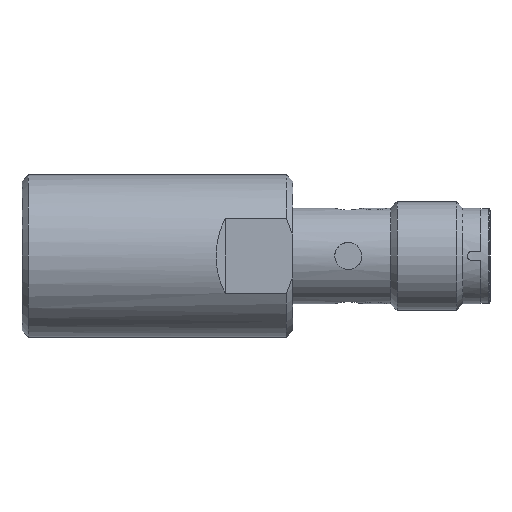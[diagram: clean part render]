
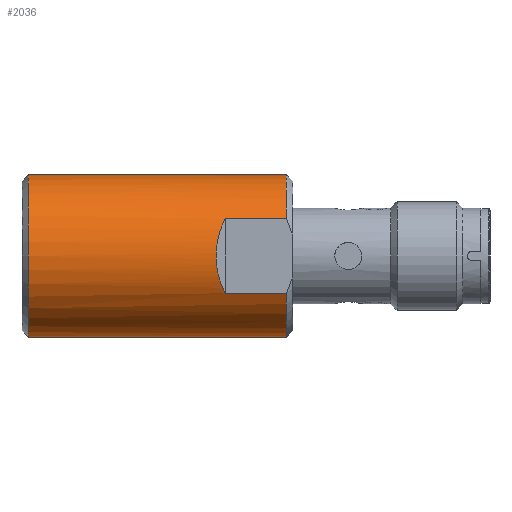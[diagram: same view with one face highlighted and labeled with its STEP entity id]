
A CAD part, front view. The second image highlights one B-rep face of the part: STEP entity #2036.
In plain terms, the highlighted cylindrical face has radius 9 mm (diameter 18 mm), a partial arc.
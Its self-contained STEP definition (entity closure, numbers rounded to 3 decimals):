
#187=CARTESIAN_POINT('',(-29.3,0.,0.));
#188=DIRECTION('',(-1.,0.,0.));
#189=DIRECTION('',(0.,0.,-1.));
#190=AXIS2_PLACEMENT_3D('',#187,#188,#189);
#975=CARTESIAN_POINT('',(-0.7,-8.,-4.123));
#982=DIRECTION('',(1.,0.,0.));
#983=VECTOR('',#982,6.8);
#984=CARTESIAN_POINT('',(-7.5,-8.,4.123));
#985=LINE('',#984,#983);
#986=CARTESIAN_POINT('',(-7.5,-8.,4.123));
#987=CARTESIAN_POINT('',(-7.854,-8.354,3.436));
#988=CARTESIAN_POINT('',(-8.344,-8.844,2.062));
#989=CARTESIAN_POINT('',(-8.578,-9.078,0.));
#990=CARTESIAN_POINT('',(-8.344,-8.844,
-2.062));
#991=CARTESIAN_POINT('',(-7.854,-8.354,
-3.436));
#992=CARTESIAN_POINT('',(-7.5,-8.,-4.123));
#994=DIRECTION('',(1.,0.,0.));
#995=VECTOR('',#994,6.8);
#996=CARTESIAN_POINT('',(-7.5,-8.,-4.123));
#997=LINE('',#996,#995);
#998=CARTESIAN_POINT('',(-0.7,0.,0.));
#999=DIRECTION('',(1.,0.,0.));
#1000=DIRECTION('',(0.,-0.889,-0.458));
#1001=AXIS2_PLACEMENT_3D('',#998,#999,#1000);
#1003=DIRECTION('',(1.,0.,0.));
#1004=VECTOR('',#1003,28.6);
#1005=CARTESIAN_POINT('',(-29.3,0.,-9.));
#1006=LINE('',#1005,#1004);
#1007=DIRECTION('',(1.,0.,0.));
#1008=VECTOR('',#1007,28.6);
#1009=CARTESIAN_POINT('',(-29.3,0.,9.));
#1010=LINE('',#1009,#1008);
#1027=CARTESIAN_POINT('',(-0.7,-8.,4.123));
#1029=CARTESIAN_POINT('',(-0.7,0.,0.));
#1030=DIRECTION('',(1.,0.,0.));
#1031=DIRECTION('',(0.,0.,1.));
#1032=AXIS2_PLACEMENT_3D('',#1029,#1030,#1031);
#1043=CARTESIAN_POINT('',(-29.3,0.,9.));
#1044=CARTESIAN_POINT('',(-0.7,0.,9.));
#1045=VERTEX_POINT('',#1043);
#1046=VERTEX_POINT('',#1044);
#1047=CARTESIAN_POINT('',(-29.3,0.,-9.));
#1048=CARTESIAN_POINT('',(-0.7,0.,-9.));
#1049=VERTEX_POINT('',#1047);
#1050=VERTEX_POINT('',#1048);
#1171=VERTEX_POINT('',#975);
#1172=VERTEX_POINT('',#1027);
#1175=CARTESIAN_POINT('',(-7.5,-8.,4.123));
#1176=VERTEX_POINT('',#1175);
#1177=CARTESIAN_POINT('',(-7.5,-8.,-4.123));
#1178=VERTEX_POINT('',#1177);
#2017=CARTESIAN_POINT('',(-15.,0.,0.));
#2018=DIRECTION('',(1.,0.,0.));
#2019=DIRECTION('',(0.,0.,-1.));
#2020=AXIS2_PLACEMENT_3D('',#2017,#2018,#2019);
#2021=CYLINDRICAL_SURFACE('',#2020,9.);
#2023=ORIENTED_EDGE('',*,*,#2022,.F.);
#2025=ORIENTED_EDGE('',*,*,#2024,.T.);
#2027=ORIENTED_EDGE('',*,*,#2026,.T.);
#2028=ORIENTED_EDGE('',*,*,#2009,.T.);
#2029=ORIENTED_EDGE('',*,*,#1444,.F.);
#2030=ORIENTED_EDGE('',*,*,#1410,.T.);
#2031=ORIENTED_EDGE('',*,*,#1441,.T.);
#2033=ORIENTED_EDGE('',*,*,#2032,.T.);
#2034=EDGE_LOOP('',(#2023,#2025,#2027,#2028,#2029,#2030,#2031,#2033));
#2035=FACE_OUTER_BOUND('',#2034,.F.);
#2036=ADVANCED_FACE('',(#2035),#2021,.T.);
#191=CIRCLE('',#190,9.);
#993=B_SPLINE_CURVE_WITH_KNOTS('',3,(#986,#987,#988,#989,#990,#991,#992),
.UNSPECIFIED.,.F.,.F.,(4,1,1,1,4),(0.,0.25,0.5,0.75,1.),
.UNSPECIFIED.);
#1002=CIRCLE('',#1001,9.);
#1033=CIRCLE('',#1032,9.);
#1410=EDGE_CURVE('',#1049,#1045,#191,.T.);
#1441=EDGE_CURVE('',#1045,#1046,#1010,.T.);
#1444=EDGE_CURVE('',#1049,#1050,#1006,.T.);
#2009=EDGE_CURVE('',#1171,#1050,#1002,.T.);
#2022=EDGE_CURVE('',#1176,#1172,#985,.T.);
#2024=EDGE_CURVE('',#1176,#1178,#993,.T.);
#2026=EDGE_CURVE('',#1178,#1171,#997,.T.);
#2032=EDGE_CURVE('',#1046,#1172,#1033,.T.);
